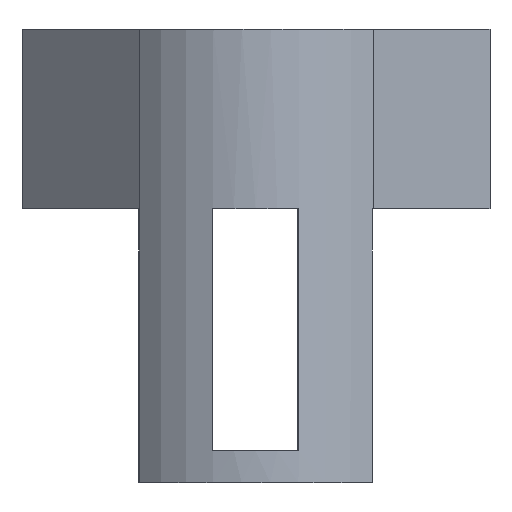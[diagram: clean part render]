
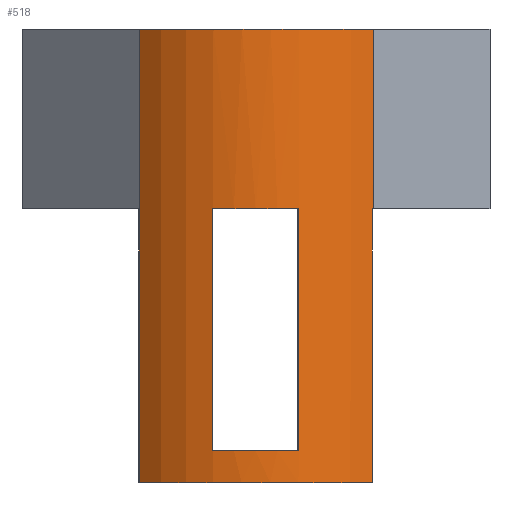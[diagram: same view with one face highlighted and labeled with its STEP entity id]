
A CAD part, front view. The second image highlights one B-rep face of the part: STEP entity #518.
In plain terms, the highlighted cylindrical face has radius 13 mm (diameter 26 mm), a partial arc.
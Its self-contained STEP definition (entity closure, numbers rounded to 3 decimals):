
#103=CARTESIAN_POINT('',(150.646,-248.605,413.084));
#104=VERTEX_POINT('',#103);
#111=CARTESIAN_POINT('',(150.646,-248.605,394.084));
#112=VERTEX_POINT('',#111);
#113=CARTESIAN_POINT('',(150.646,-248.605,413.084));
#114=DIRECTION('',(0.,-0.,-1.));
#115=VECTOR('',#114,19.);
#116=LINE('',#113,#115);
#117=EDGE_CURVE('',#104,#112,#116,.T.);
#177=CARTESIAN_POINT('',(144.891,-245.297,391.584));
#178=VERTEX_POINT('',#177);
#185=CARTESIAN_POINT('',(144.891,-245.297,413.084));
#186=VERTEX_POINT('',#185);
#187=CARTESIAN_POINT('',(144.891,-245.297,391.584));
#188=DIRECTION('',(0.,0.,1.));
#189=VECTOR('',#188,21.5);
#190=LINE('',#187,#189);
#191=EDGE_CURVE('',#178,#186,#190,.T.);
#251=CARTESIAN_POINT('',(163.185,-245.287,413.084));
#252=VERTEX_POINT('',#251);
#259=CARTESIAN_POINT('',(163.185,-245.287,391.584));
#260=VERTEX_POINT('',#259);
#261=CARTESIAN_POINT('',(163.185,-245.287,391.584));
#262=CARTESIAN_POINT('',(163.185,-245.287,398.75));
#263=CARTESIAN_POINT('',(163.185,-245.287,405.917));
#264=CARTESIAN_POINT('',(163.185,-245.287,413.084));
#265=B_SPLINE_CURVE_WITH_KNOTS('',3,(#261,#262,#263,#264),.UNSPECIFIED.,.F.,.F.,(4,4),(0.,0.022),.UNSPECIFIED.);
#266=EDGE_CURVE('',#260,#252,#265,.T.);
#326=CARTESIAN_POINT('',(157.396,-248.612,394.084));
#327=VERTEX_POINT('',#326);
#334=CARTESIAN_POINT('',(157.396,-248.612,413.084));
#335=VERTEX_POINT('',#334);
#336=CARTESIAN_POINT('',(157.396,-248.612,413.084));
#337=CARTESIAN_POINT('',(157.396,-248.612,406.75));
#338=CARTESIAN_POINT('',(157.396,-248.612,400.417));
#339=CARTESIAN_POINT('',(157.396,-248.612,394.084));
#340=B_SPLINE_CURVE_WITH_KNOTS('',3,(#336,#337,#338,#339),.UNSPECIFIED.,.F.,.F.,(4,4),(0.,0.019),.UNSPECIFIED.);
#341=EDGE_CURVE('',#335,#327,#340,.T.);
#401=CARTESIAN_POINT('',(154.032,-236.054,394.084));
#402=DIRECTION('',(0.,0.,1.));
#403=DIRECTION('',(1.,0.,-0.));
#404=AXIS2_PLACEMENT_3D('',#401,#402,#403);
#405=CIRCLE('',#404,13.);
#406=EDGE_CURVE('',#112,#327,#405,.T.);
#445=CARTESIAN_POINT('',(154.032,-236.054,391.584));
#446=DIRECTION('',(0.,0.,-1.));
#447=DIRECTION('',(-1.,0.,0.));
#448=AXIS2_PLACEMENT_3D('',#445,#446,#447);
#449=CIRCLE('',#448,13.);
#450=EDGE_CURVE('',#260,#178,#449,.T.);
#455=CARTESIAN_POINT('',(154.032,-236.054,413.084));
#456=DIRECTION('',(0.,0.,1.));
#457=DIRECTION('',(1.,-0.009,0.));
#458=AXIS2_PLACEMENT_3D('',#455,#456,#457);
#459=CYLINDRICAL_SURFACE('',#458,13.);
#460=CARTESIAN_POINT('',(144.875,-245.281,413.084));
#461=VERTEX_POINT('',#460);
#462=CARTESIAN_POINT('',(154.032,-236.054,413.084));
#463=DIRECTION('',(-0.,-0.,-1.));
#464=DIRECTION('',(1.,0.,-0.));
#465=AXIS2_PLACEMENT_3D('',#462,#463,#464);
#466=CIRCLE('',#465,13.);
#467=EDGE_CURVE('',#186,#461,#466,.T.);
#468=ORIENTED_EDGE('',*,*,#467,.F.);
#469=ORIENTED_EDGE('',*,*,#191,.F.);
#470=ORIENTED_EDGE('',*,*,#450,.F.);
#471=ORIENTED_EDGE('',*,*,#266,.T.);
#472=CARTESIAN_POINT('',(163.259,-245.212,413.084));
#473=VERTEX_POINT('',#472);
#474=CARTESIAN_POINT('',(154.032,-236.054,413.084));
#475=DIRECTION('',(-0.,-0.,-1.));
#476=DIRECTION('',(1.,0.,-0.));
#477=AXIS2_PLACEMENT_3D('',#474,#475,#476);
#478=CIRCLE('',#477,13.);
#479=EDGE_CURVE('',#473,#252,#478,.T.);
#480=ORIENTED_EDGE('',*,*,#479,.F.);
#481=CARTESIAN_POINT('',(163.259,-245.212,427.184));
#482=VERTEX_POINT('',#481);
#483=CARTESIAN_POINT('',(163.259,-245.212,413.084));
#484=DIRECTION('',(0.,0.,1.));
#485=VECTOR('',#484,14.1);
#486=LINE('',#483,#485);
#487=EDGE_CURVE('',#473,#482,#486,.T.);
#488=ORIENTED_EDGE('',*,*,#487,.T.);
#489=CARTESIAN_POINT('',(144.875,-245.281,427.184));
#490=VERTEX_POINT('',#489);
#491=CARTESIAN_POINT('',(154.032,-236.054,427.184));
#492=DIRECTION('',(0.,0.,1.));
#493=DIRECTION('',(1.,0.,-0.));
#494=AXIS2_PLACEMENT_3D('',#491,#492,#493);
#495=CIRCLE('',#494,13.);
#496=EDGE_CURVE('',#490,#482,#495,.T.);
#497=ORIENTED_EDGE('',*,*,#496,.F.);
#498=CARTESIAN_POINT('',(144.875,-245.281,413.084));
#499=DIRECTION('',(0.,0.,1.));
#500=VECTOR('',#499,14.1);
#501=LINE('',#498,#500);
#502=EDGE_CURVE('',#461,#490,#501,.T.);
#503=ORIENTED_EDGE('',*,*,#502,.F.);
#504=EDGE_LOOP('',(#468,#469,#470,#471,#480,#488,#497,#503));
#505=FACE_BOUND('',#504,.T.);
#506=ORIENTED_EDGE('',*,*,#406,.F.);
#507=ORIENTED_EDGE('',*,*,#117,.F.);
#508=CARTESIAN_POINT('',(154.032,-236.054,413.084));
#509=DIRECTION('',(-0.,-0.,-1.));
#510=DIRECTION('',(1.,0.,-0.));
#511=AXIS2_PLACEMENT_3D('',#508,#509,#510);
#512=CIRCLE('',#511,13.);
#513=EDGE_CURVE('',#335,#104,#512,.T.);
#514=ORIENTED_EDGE('',*,*,#513,.F.);
#515=ORIENTED_EDGE('',*,*,#341,.T.);
#516=EDGE_LOOP('',(#506,#507,#514,#515));
#517=FACE_BOUND('',#516,.T.);
#518=ADVANCED_FACE('',(#505,#517),#459,.T.);
